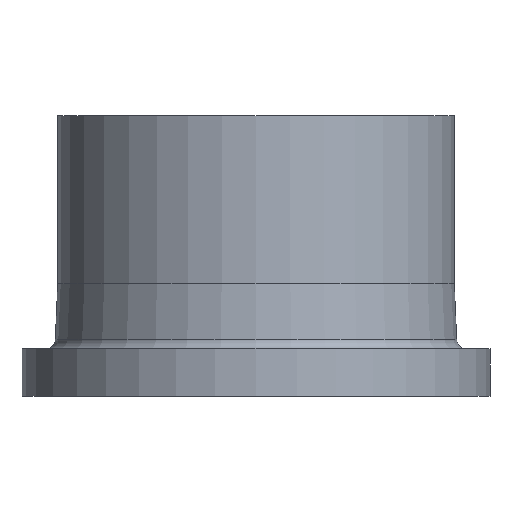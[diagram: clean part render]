
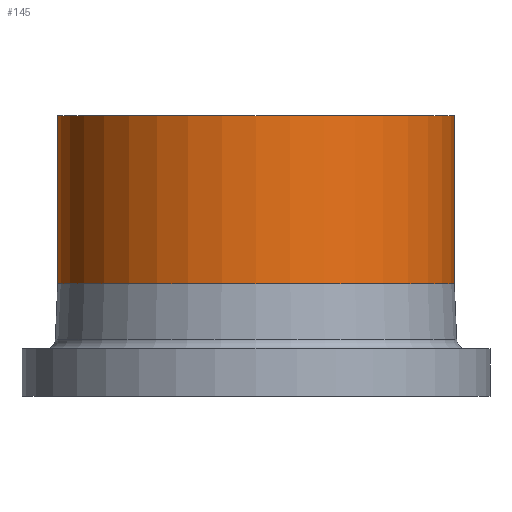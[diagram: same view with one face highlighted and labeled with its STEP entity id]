
A CAD part, front view. The second image highlights one B-rep face of the part: STEP entity #145.
In plain terms, the highlighted cylindrical face has radius 250 mm (diameter 500 mm), a partial arc.
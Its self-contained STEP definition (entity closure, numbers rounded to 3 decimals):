
#5 = VECTOR ( 'NONE', #472, 1000. ) ;
#19 = DIRECTION ( 'NONE',  ( 0., 0., -1. ) ) ;
#21 = EDGE_CURVE ( 'NONE', #70, #459, #143, .T. ) ;
#27 = ORIENTED_EDGE ( 'NONE', *, *, #140, .T. ) ;
#54 = VERTEX_POINT ( 'NONE', #392 ) ;
#55 = AXIS2_PLACEMENT_3D ( 'NONE', #139, #440, #101 ) ;
#70 = VERTEX_POINT ( 'NONE', #103 ) ;
#75 = FACE_OUTER_BOUND ( 'NONE', #382, .T. ) ;
#79 = AXIS2_PLACEMENT_3D ( 'NONE', #433, #96, #104 ) ;
#96 = DIRECTION ( 'NONE',  ( 0., 0., -1. ) ) ;
#101 = DIRECTION ( 'NONE',  ( -1., 0., 0. ) ) ;
#103 = CARTESIAN_POINT ( 'NONE',  ( 250., 0., 354. ) ) ;
#104 = DIRECTION ( 'NONE',  ( -1., 0., 0. ) ) ;
#108 = EDGE_CURVE ( 'NONE', #459, #54, #350, .T. ) ;
#139 = CARTESIAN_POINT ( 'NONE',  ( 0., 0., 142. ) ) ;
#140 = EDGE_CURVE ( 'NONE', #70, #456, #439, .T. ) ;
#143 = LINE ( 'NONE', #323, #5 ) ;
#145 = ADVANCED_FACE ( 'NONE', ( #75 ), #415, .T. ) ;
#151 = CARTESIAN_POINT ( 'NONE',  ( 0., 0., 0. ) ) ;
#201 = CARTESIAN_POINT ( 'NONE',  ( -250., 0., 0. ) ) ;
#237 = LINE ( 'NONE', #201, #241 ) ;
#241 = VECTOR ( 'NONE', #19, 1000. ) ;
#254 = DIRECTION ( 'NONE',  ( -1., 0., 0. ) ) ;
#255 = AXIS2_PLACEMENT_3D ( 'NONE', #151, #442, #254 ) ;
#323 = CARTESIAN_POINT ( 'NONE',  ( 250., 0., 0. ) ) ;
#331 = EDGE_CURVE ( 'NONE', #456, #54, #237, .T. ) ;
#348 = ORIENTED_EDGE ( 'NONE', *, *, #21, .F. ) ;
#350 = CIRCLE ( 'NONE', #55, 250. ) ;
#382 = EDGE_LOOP ( 'NONE', ( #348, #27, #445, #423 ) ) ;
#392 = CARTESIAN_POINT ( 'NONE',  ( -250., 0., 142. ) ) ;
#415 = CYLINDRICAL_SURFACE ( 'NONE', #255, 250. ) ;
#423 = ORIENTED_EDGE ( 'NONE', *, *, #108, .F. ) ;
#433 = CARTESIAN_POINT ( 'NONE',  ( 0., 0., 354. ) ) ;
#439 = CIRCLE ( 'NONE', #79, 250. ) ;
#440 = DIRECTION ( 'NONE',  ( 0., 0., -1. ) ) ;
#442 = DIRECTION ( 'NONE',  ( 0., 0., -1. ) ) ;
#445 = ORIENTED_EDGE ( 'NONE', *, *, #331, .T. ) ;
#453 = CARTESIAN_POINT ( 'NONE',  ( -250., 0., 354. ) ) ;
#456 = VERTEX_POINT ( 'NONE', #453 ) ;
#459 = VERTEX_POINT ( 'NONE', #468 ) ;
#468 = CARTESIAN_POINT ( 'NONE',  ( 250., 0., 142. ) ) ;
#472 = DIRECTION ( 'NONE',  ( 0., 0., -1. ) ) ;
